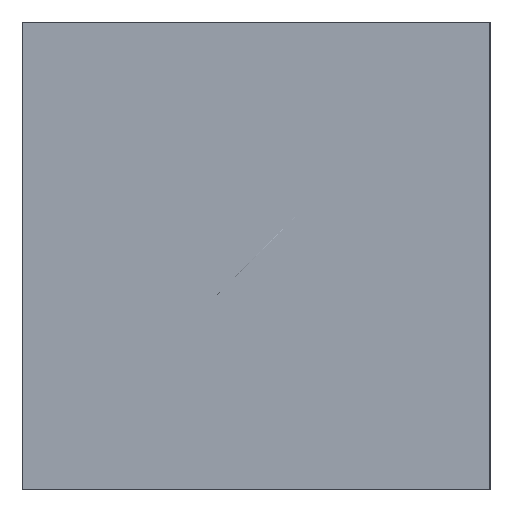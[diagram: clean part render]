
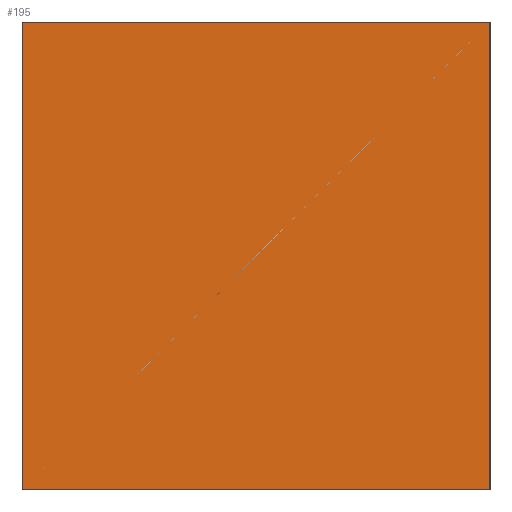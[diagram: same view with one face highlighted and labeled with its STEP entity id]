
A CAD part, left-side view. The second image highlights one B-rep face of the part: STEP entity #195.
In plain terms, the highlighted planar face has unit normal (-1, 0, 0).
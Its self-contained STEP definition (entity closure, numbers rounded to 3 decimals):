
#11 = AXIS2_PLACEMENT_3D ( 'NONE', #220, #269, #173 ) ;
#15 = VERTEX_POINT ( 'NONE', #135 ) ;
#16 = DIRECTION ( 'NONE',  ( 0., 1., 0. ) ) ;
#17 = LINE ( 'NONE', #267, #70 ) ;
#24 = ORIENTED_EDGE ( 'NONE', *, *, #257, .T. ) ;
#26 = LINE ( 'NONE', #178, #282 ) ;
#27 = ORIENTED_EDGE ( 'NONE', *, *, #232, .F. ) ;
#42 = DIRECTION ( 'NONE',  ( 0., 0., 1. ) ) ;
#70 = VECTOR ( 'NONE', #42, 1000. ) ;
#82 = CARTESIAN_POINT ( 'NONE',  ( -14., 0., 14. ) ) ;
#130 = VECTOR ( 'NONE', #154, 1000. ) ;
#135 = CARTESIAN_POINT ( 'NONE',  ( -14., 28., -14. ) ) ;
#143 = EDGE_LOOP ( 'NONE', ( #27, #287, #274, #24 ) ) ;
#154 = DIRECTION ( 'NONE',  ( 0., 0., -1. ) ) ;
#155 = CARTESIAN_POINT ( 'NONE',  ( -14., 0., -14. ) ) ;
#168 = FACE_OUTER_BOUND ( 'NONE', #143, .T. ) ;
#173 = DIRECTION ( 'NONE',  ( 0., 0., 1. ) ) ;
#178 = CARTESIAN_POINT ( 'NONE',  ( -14., 14., 14. ) ) ;
#179 = CARTESIAN_POINT ( 'NONE',  ( -14., 28., 14. ) ) ;
#182 = CARTESIAN_POINT ( 'NONE',  ( -14., 0., 0. ) ) ;
#193 = EDGE_CURVE ( 'NONE', #15, #304, #214, .T. ) ;
#195 = ADVANCED_FACE ( 'NONE', ( #168 ), #299, .T. ) ;
#198 = DIRECTION ( 'NONE',  ( 0., -1., 0. ) ) ;
#214 = LINE ( 'NONE', #297, #268 ) ;
#220 = CARTESIAN_POINT ( 'NONE',  ( -14., -0.01, -14.01 ) ) ;
#232 = EDGE_CURVE ( 'NONE', #15, #261, #17, .T. ) ;
#257 = EDGE_CURVE ( 'NONE', #294, #261, #26, .T. ) ;
#259 = LINE ( 'NONE', #182, #130 ) ;
#261 = VERTEX_POINT ( 'NONE', #179 ) ;
#267 = CARTESIAN_POINT ( 'NONE',  ( -14., 28., 0. ) ) ;
#268 = VECTOR ( 'NONE', #198, 1000. ) ;
#269 = DIRECTION ( 'NONE',  ( -1., 0., 0. ) ) ;
#274 = ORIENTED_EDGE ( 'NONE', *, *, #279, .F. ) ;
#279 = EDGE_CURVE ( 'NONE', #294, #304, #259, .T. ) ;
#282 = VECTOR ( 'NONE', #16, 1000. ) ;
#287 = ORIENTED_EDGE ( 'NONE', *, *, #193, .T. ) ;
#294 = VERTEX_POINT ( 'NONE', #82 ) ;
#297 = CARTESIAN_POINT ( 'NONE',  ( -14., 14., -14. ) ) ;
#299 = PLANE ( 'NONE',  #11 ) ;
#304 = VERTEX_POINT ( 'NONE', #155 ) ;
